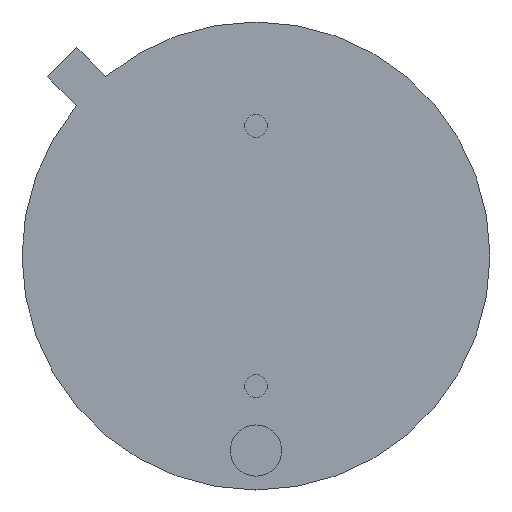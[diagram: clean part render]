
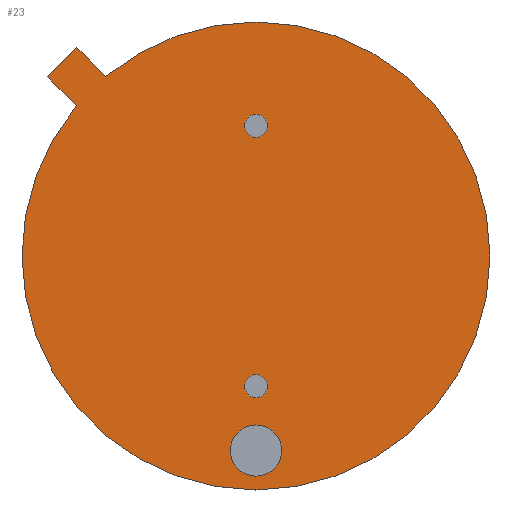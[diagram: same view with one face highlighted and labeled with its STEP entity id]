
A CAD part, front view. The second image highlights one B-rep face of the part: STEP entity #23.
In plain terms, the highlighted planar face has unit normal (0, -1, 0).
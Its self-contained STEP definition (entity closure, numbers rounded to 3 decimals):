
#3 = ORIENTED_EDGE ( 'NONE', *, *, #108, .F. ) ;
#9 = EDGE_LOOP ( 'NONE', ( #12, #25 ) ) ;
#11 = VERTEX_POINT ( 'NONE', #408 ) ;
#12 = ORIENTED_EDGE ( 'NONE', *, *, #14, .F. ) ;
#13 = ORIENTED_EDGE ( 'NONE', *, *, #40, .T. ) ;
#14 = EDGE_CURVE ( 'NONE', #105, #106, #399, .T. ) ;
#20 = EDGE_LOOP ( 'NONE', ( #263, #13, #266, #21, #265, #262 ) ) ;
#21 = ORIENTED_EDGE ( 'NONE', *, *, #267, .F. ) ;
#22 = VERTEX_POINT ( 'NONE', #441 ) ;
#23 = ADVANCED_FACE ( 'NONE', ( #409, #413, #400, #439 ), #411, .F. ) ;
#24 = EDGE_CURVE ( 'NONE', #139, #73, #467, .T. ) ;
#25 = ORIENTED_EDGE ( 'NONE', *, *, #118, .F. ) ;
#27 = EDGE_CURVE ( 'NONE', #29, #211, #463, .T. ) ;
#29 = VERTEX_POINT ( 'NONE', #433 ) ;
#30 = EDGE_LOOP ( 'NONE', ( #259, #3 ) ) ;
#33 = VERTEX_POINT ( 'NONE', #449 ) ;
#40 = EDGE_CURVE ( 'NONE', #33, #219, #513, .T. ) ;
#73 = VERTEX_POINT ( 'NONE', #621 ) ;
#103 = VERTEX_POINT ( 'NONE', #751 ) ;
#105 = VERTEX_POINT ( 'NONE', #717 ) ;
#106 = VERTEX_POINT ( 'NONE', #700 ) ;
#108 = EDGE_CURVE ( 'NONE', #164, #103, #746, .T. ) ;
#118 = EDGE_CURVE ( 'NONE', #106, #105, #780, .T. ) ;
#139 = VERTEX_POINT ( 'NONE', #806 ) ;
#164 = VERTEX_POINT ( 'NONE', #925 ) ;
#194 = EDGE_CURVE ( 'NONE', #73, #139, #987, .T. ) ;
#211 = VERTEX_POINT ( 'NONE', #1046 ) ;
#218 = EDGE_CURVE ( 'NONE', #211, #33, #1115, .T. ) ;
#219 = VERTEX_POINT ( 'NONE', #1118 ) ;
#255 = EDGE_LOOP ( 'NONE', ( #256, #257 ) ) ;
#256 = ORIENTED_EDGE ( 'NONE', *, *, #24, .F. ) ;
#257 = ORIENTED_EDGE ( 'NONE', *, *, #194, .F. ) ;
#258 = EDGE_CURVE ( 'NONE', #103, #164, #1210, .T. ) ;
#259 = ORIENTED_EDGE ( 'NONE', *, *, #258, .F. ) ;
#262 = ORIENTED_EDGE ( 'NONE', *, *, #27, .T. ) ;
#263 = ORIENTED_EDGE ( 'NONE', *, *, #218, .T. ) ;
#264 = EDGE_CURVE ( 'NONE', #219, #11, #1205, .T. ) ;
#265 = ORIENTED_EDGE ( 'NONE', *, *, #268, .T. ) ;
#266 = ORIENTED_EDGE ( 'NONE', *, *, #264, .T. ) ;
#267 = EDGE_CURVE ( 'NONE', #22, #11, #1207, .T. ) ;
#268 = EDGE_CURVE ( 'NONE', #22, #29, #1227, .T. ) ;
#397 = DIRECTION ( 'NONE',  ( 0., -1., 0. ) ) ;
#398 = CARTESIAN_POINT ( 'NONE',  ( 0., 0., 2.54 ) ) ;
#399 = CIRCLE ( 'NONE', #401, 0.225 ) ;
#400 = FACE_BOUND ( 'NONE', #255, .T. ) ;
#401 = AXIS2_PLACEMENT_3D ( 'NONE', #398, #397, #442 ) ;
#408 = CARTESIAN_POINT ( 'NONE',  ( -2.932, 0., 3.505 ) ) ;
#409 = FACE_BOUND ( 'NONE', #9, .T. ) ;
#411 = PLANE ( 'NONE',  #435 ) ;
#413 = FACE_OUTER_BOUND ( 'NONE', #20, .T. ) ;
#419 = AXIS2_PLACEMENT_3D ( 'NONE', #466, #465, #464 ) ;
#433 = CARTESIAN_POINT ( 'NONE',  ( -4.071, 0., 3.498 ) ) ;
#435 = AXIS2_PLACEMENT_3D ( 'NONE', #470, #469, #468 ) ;
#439 = FACE_BOUND ( 'NONE', #30, .T. ) ;
#441 = CARTESIAN_POINT ( 'NONE',  ( -3.498, 0., 4.071 ) ) ;
#442 = DIRECTION ( 'NONE',  ( 0., 0., 1. ) ) ;
#449 = CARTESIAN_POINT ( 'NONE',  ( 0., 0., -4.57 ) ) ;
#460 = DIRECTION ( 'NONE',  ( 0.707, 0., -0.707 ) ) ;
#461 = VECTOR ( 'NONE', #460, 1000. ) ;
#462 = CARTESIAN_POINT ( 'NONE',  ( -0.286, 0., -0.286 ) ) ;
#463 = LINE ( 'NONE', #462, #461 ) ;
#464 = DIRECTION ( 'NONE',  ( 0., 0., 1. ) ) ;
#465 = DIRECTION ( 'NONE',  ( 0., -1., 0. ) ) ;
#466 = CARTESIAN_POINT ( 'NONE',  ( 0., 0., -2.54 ) ) ;
#467 = CIRCLE ( 'NONE', #419, 0.225 ) ;
#468 = DIRECTION ( 'NONE',  ( 0., 0., 1. ) ) ;
#469 = DIRECTION ( 'NONE',  ( 0., 1., 0. ) ) ;
#470 = CARTESIAN_POINT ( 'NONE',  ( 4.57, 0., 0. ) ) ;
#489 = AXIS2_PLACEMENT_3D ( 'NONE', #512, #511, #510 ) ;
#510 = DIRECTION ( 'NONE',  ( 0., 0., -1. ) ) ;
#511 = DIRECTION ( 'NONE',  ( 0., -1., 0. ) ) ;
#512 = CARTESIAN_POINT ( 'NONE',  ( 0., 0., 0. ) ) ;
#513 = CIRCLE ( 'NONE', #489, 4.57 ) ;
#621 = CARTESIAN_POINT ( 'NONE',  ( 0., 0., -2.765 ) ) ;
#700 = CARTESIAN_POINT ( 'NONE',  ( 0., 0., 2.315 ) ) ;
#717 = CARTESIAN_POINT ( 'NONE',  ( 0., 0., 2.765 ) ) ;
#742 = DIRECTION ( 'NONE',  ( 0., 0., 1. ) ) ;
#743 = DIRECTION ( 'NONE',  ( 0., -1., 0. ) ) ;
#744 = CARTESIAN_POINT ( 'NONE',  ( 0., 0., -3.8 ) ) ;
#745 = AXIS2_PLACEMENT_3D ( 'NONE', #744, #743, #742 ) ;
#746 = CIRCLE ( 'NONE', #745, 0.5 ) ;
#751 = CARTESIAN_POINT ( 'NONE',  ( 0., 0., -3.3 ) ) ;
#761 = DIRECTION ( 'NONE',  ( 0., 0., 1. ) ) ;
#762 = DIRECTION ( 'NONE',  ( 0., -1., 0. ) ) ;
#775 = CARTESIAN_POINT ( 'NONE',  ( 0., 0., 2.54 ) ) ;
#779 = AXIS2_PLACEMENT_3D ( 'NONE', #775, #762, #761 ) ;
#780 = CIRCLE ( 'NONE', #779, 0.225 ) ;
#806 = CARTESIAN_POINT ( 'NONE',  ( 0., 0., -2.315 ) ) ;
#925 = CARTESIAN_POINT ( 'NONE',  ( 0., 0., -4.3 ) ) ;
#987 = CIRCLE ( 'NONE', #1024, 0.225 ) ;
#1014 = DIRECTION ( 'NONE',  ( 0., 0., 1. ) ) ;
#1015 = DIRECTION ( 'NONE',  ( 0., -1., 0. ) ) ;
#1016 = CARTESIAN_POINT ( 'NONE',  ( 0., 0., -2.54 ) ) ;
#1024 = AXIS2_PLACEMENT_3D ( 'NONE', #1016, #1015, #1014 ) ;
#1046 = CARTESIAN_POINT ( 'NONE',  ( -3.505, 0., 2.932 ) ) ;
#1111 = DIRECTION ( 'NONE',  ( 0., 0., -1. ) ) ;
#1112 = DIRECTION ( 'NONE',  ( 0., -1., 0. ) ) ;
#1113 = CARTESIAN_POINT ( 'NONE',  ( 0., 0., 0. ) ) ;
#1114 = AXIS2_PLACEMENT_3D ( 'NONE', #1113, #1112, #1111 ) ;
#1115 = CIRCLE ( 'NONE', #1114, 4.57 ) ;
#1118 = CARTESIAN_POINT ( 'NONE',  ( 0., 0., 4.57 ) ) ;
#1145 = AXIS2_PLACEMENT_3D ( 'NONE', #1220, #1219, #1208 ) ;
#1180 = CARTESIAN_POINT ( 'NONE',  ( 0.286, 0., 0.286 ) ) ;
#1204 = AXIS2_PLACEMENT_3D ( 'NONE', #1232, #1231, #1230 ) ;
#1205 = CIRCLE ( 'NONE', #1204, 4.57 ) ;
#1207 = LINE ( 'NONE', #1180, #1229 ) ;
#1208 = DIRECTION ( 'NONE',  ( 0., 0., 1. ) ) ;
#1210 = CIRCLE ( 'NONE', #1145, 0.5 ) ;
#1219 = DIRECTION ( 'NONE',  ( 0., -1., 0. ) ) ;
#1220 = CARTESIAN_POINT ( 'NONE',  ( 0., 0., -3.8 ) ) ;
#1224 = DIRECTION ( 'NONE',  ( -0.707, 0., -0.707 ) ) ;
#1225 = VECTOR ( 'NONE', #1224, 1000. ) ;
#1226 = CARTESIAN_POINT ( 'NONE',  ( -3.784, 0., 3.784 ) ) ;
#1227 = LINE ( 'NONE', #1226, #1225 ) ;
#1228 = DIRECTION ( 'NONE',  ( 0.707, 0., -0.707 ) ) ;
#1229 = VECTOR ( 'NONE', #1228, 1000. ) ;
#1230 = DIRECTION ( 'NONE',  ( 0., 0., -1. ) ) ;
#1231 = DIRECTION ( 'NONE',  ( 0., -1., 0. ) ) ;
#1232 = CARTESIAN_POINT ( 'NONE',  ( 0., 0., 0. ) ) ;
